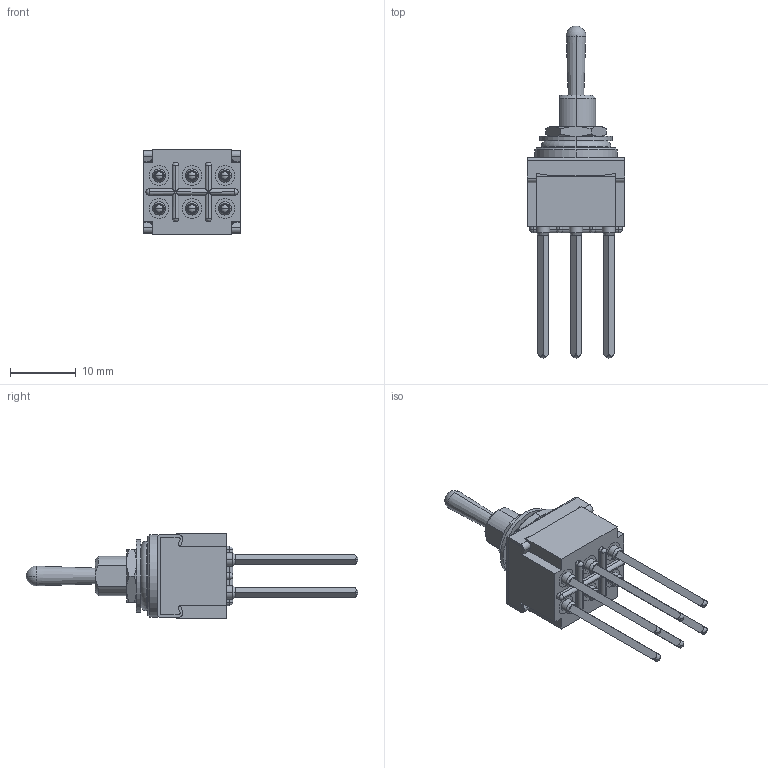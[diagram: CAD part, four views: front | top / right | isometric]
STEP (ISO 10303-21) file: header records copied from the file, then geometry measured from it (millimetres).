
FILE_DESCRIPTION (( 'STEP AP203' ), '1' );
FILE_NAME ('FWP04.STEP', '2020-03-12T05:08:38', ( '' ), ( '' ), 'SwSTEP 2.0', 'SolidWorks 2018', '' );
FILE_SCHEMA (( 'CONFIG_CONTROL_DESIGN' ));
Length unit declared in the file: millimetre
Products named in the file (9): 僼儗乕儉2嬌 (F僔儕乕僘); FWP04; 壓慻 2嬌 4抂巕 (F僔儕乕僘); 6061 0076 20(パッキン Fシリーズ); 9801 0342 20(ナット)model; 上組 スリーブ組 防水トグル (Fシリーズ); 9803 0344 20(L儚僢僔儍乕)model; ケース2極 (Fシリーズ); 端子 4 (Fシリーズ)
Assembly tree (13 placements, depth 3):
  FWP04
    上組 スリーブ組 防水トグル (Fシリーズ)
    9801 0342 20(ナット)model
    9803 0344 20(L儚僢僔儍乕)model
    6061 0076 20(パッキン Fシリーズ)
    壓慻 2嬌 4抂巕 (F僔儕乕僘)
      ケース2極 (Fシリーズ)
      僼儗乕儉2嬌 (F僔儕乕僘)
      端子 4 (Fシリーズ)  x6
Bounding box: 14.8 x 50.4 x 13 mm (x, y, z)
Volume: 2626.9 mm3; surface area: 3245.8 mm2
Topology: 12 solids, 16 shells, 365 faces, 836 edges, 497 vertices
Faces by surface type: plane 182, cylinder 114, cone 33, sphere 22, torus 14
Entity records: 9103 total; most frequent: CARTESIAN_POINT 1534, DIRECTION 1428, ORIENTED_EDGE 1306, EDGE_CURVE 653, AXIS2_PLACEMENT_3D 525, VERTEX_POINT 409, LINE 378, VECTOR 378
